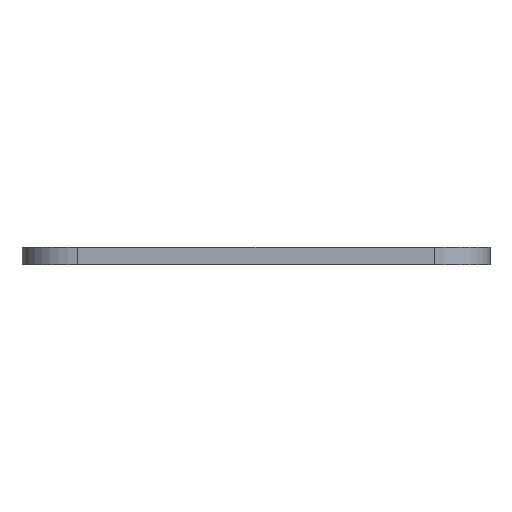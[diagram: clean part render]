
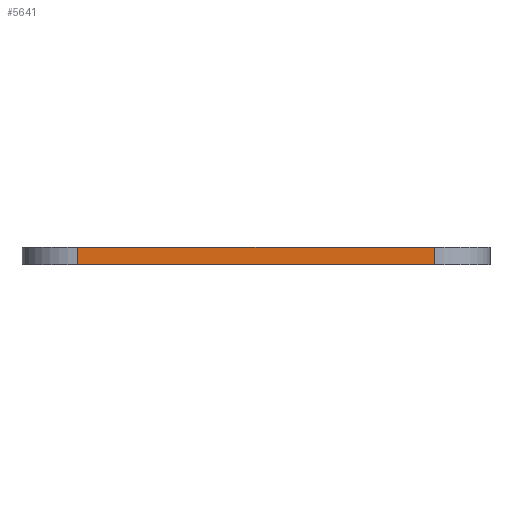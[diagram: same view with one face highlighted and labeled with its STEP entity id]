
A CAD part, left-side view. The second image highlights one B-rep face of the part: STEP entity #5641.
In plain terms, the highlighted planar face has unit normal (-1, 0, 0).
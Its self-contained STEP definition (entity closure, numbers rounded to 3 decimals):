
#83 = PLANE('',#84);
#84 = AXIS2_PLACEMENT_3D('',#85,#86,#87);
#85 = CARTESIAN_POINT('',(153.599,-100.243,1.6));
#86 = DIRECTION('',(-0.,-0.,-1.));
#87 = DIRECTION('',(-1.,0.,0.));
#137 = PLANE('',#138);
#138 = AXIS2_PLACEMENT_3D('',#139,#140,#141);
#139 = CARTESIAN_POINT('',(153.599,-100.243,0.));
#140 = DIRECTION('',(-0.,-0.,-1.));
#141 = DIRECTION('',(-1.,0.,0.));
#350 = VERTEX_POINT('',#351);
#351 = CARTESIAN_POINT('',(93.599,-116.243,0.));
#370 = CYLINDRICAL_SURFACE('',#371,5.);
#371 = AXIS2_PLACEMENT_3D('',#372,#373,#374);
#372 = CARTESIAN_POINT('',(98.599,-116.243,0.));
#373 = DIRECTION('',(-0.,-0.,-1.));
#374 = DIRECTION('',(1.,0.,-0.));
#382 = EDGE_CURVE('',#350,#383,#385,.T.);
#383 = VERTEX_POINT('',#384);
#384 = CARTESIAN_POINT('',(93.599,-84.243,0.));
#385 = SURFACE_CURVE('',#386,(#390,#397),.PCURVE_S1.);
#386 = LINE('',#387,#388);
#387 = CARTESIAN_POINT('',(93.599,-116.243,0.));
#388 = VECTOR('',#389,1.);
#389 = DIRECTION('',(0.,1.,0.));
#390 = PCURVE('',#137,#391);
#391 = DEFINITIONAL_REPRESENTATION('',(#392),#396);
#392 = LINE('',#393,#394);
#393 = CARTESIAN_POINT('',(60.,-16.));
#394 = VECTOR('',#395,1.);
#395 = DIRECTION('',(0.,1.));
#396 = ( GEOMETRIC_REPRESENTATION_CONTEXT(2) 
PARAMETRIC_REPRESENTATION_CONTEXT() REPRESENTATION_CONTEXT('2D SPACE',''
  ) );
#397 = PCURVE('',#398,#403);
#398 = PLANE('',#399);
#399 = AXIS2_PLACEMENT_3D('',#400,#401,#402);
#400 = CARTESIAN_POINT('',(93.599,-116.243,0.));
#401 = DIRECTION('',(-1.,0.,0.));
#402 = DIRECTION('',(0.,1.,0.));
#403 = DEFINITIONAL_REPRESENTATION('',(#404),#408);
#404 = LINE('',#405,#406);
#405 = CARTESIAN_POINT('',(0.,0.));
#406 = VECTOR('',#407,1.);
#407 = DIRECTION('',(1.,0.));
#408 = ( GEOMETRIC_REPRESENTATION_CONTEXT(2) 
PARAMETRIC_REPRESENTATION_CONTEXT() REPRESENTATION_CONTEXT('2D SPACE',''
  ) );
#431 = CYLINDRICAL_SURFACE('',#432,5.);
#432 = AXIS2_PLACEMENT_3D('',#433,#434,#435);
#433 = CARTESIAN_POINT('',(98.599,-84.243,0.));
#434 = DIRECTION('',(-0.,-0.,-1.));
#435 = DIRECTION('',(1.,0.,-0.));
#3154 = VERTEX_POINT('',#3155);
#3155 = CARTESIAN_POINT('',(93.599,-116.243,1.6));
#3181 = EDGE_CURVE('',#3154,#3182,#3184,.T.);
#3182 = VERTEX_POINT('',#3183);
#3183 = CARTESIAN_POINT('',(93.599,-84.243,1.6));
#3184 = SURFACE_CURVE('',#3185,(#3189,#3196),.PCURVE_S1.);
#3185 = LINE('',#3186,#3187);
#3186 = CARTESIAN_POINT('',(93.599,-116.243,1.6));
#3187 = VECTOR('',#3188,1.);
#3188 = DIRECTION('',(0.,1.,0.));
#3189 = PCURVE('',#83,#3190);
#3190 = DEFINITIONAL_REPRESENTATION('',(#3191),#3195);
#3191 = LINE('',#3192,#3193);
#3192 = CARTESIAN_POINT('',(60.,-16.));
#3193 = VECTOR('',#3194,1.);
#3194 = DIRECTION('',(0.,1.));
#3195 = ( GEOMETRIC_REPRESENTATION_CONTEXT(2) 
PARAMETRIC_REPRESENTATION_CONTEXT() REPRESENTATION_CONTEXT('2D SPACE',''
  ) );
#3196 = PCURVE('',#398,#3197);
#3197 = DEFINITIONAL_REPRESENTATION('',(#3198),#3202);
#3198 = LINE('',#3199,#3200);
#3199 = CARTESIAN_POINT('',(0.,-1.6));
#3200 = VECTOR('',#3201,1.);
#3201 = DIRECTION('',(1.,0.));
#3202 = ( GEOMETRIC_REPRESENTATION_CONTEXT(2) 
PARAMETRIC_REPRESENTATION_CONTEXT() REPRESENTATION_CONTEXT('2D SPACE',''
  ) );
#5593 = EDGE_CURVE('',#383,#3182,#5594,.T.);
#5594 = SURFACE_CURVE('',#5595,(#5599,#5606),.PCURVE_S1.);
#5595 = LINE('',#5596,#5597);
#5596 = CARTESIAN_POINT('',(93.599,-84.243,0.));
#5597 = VECTOR('',#5598,1.);
#5598 = DIRECTION('',(0.,0.,1.));
#5599 = PCURVE('',#431,#5600);
#5600 = DEFINITIONAL_REPRESENTATION('',(#5601),#5605);
#5601 = LINE('',#5602,#5603);
#5602 = CARTESIAN_POINT('',(-3.142,0.));
#5603 = VECTOR('',#5604,1.);
#5604 = DIRECTION('',(-0.,-1.));
#5605 = ( GEOMETRIC_REPRESENTATION_CONTEXT(2) 
PARAMETRIC_REPRESENTATION_CONTEXT() REPRESENTATION_CONTEXT('2D SPACE',''
  ) );
#5606 = PCURVE('',#398,#5607);
#5607 = DEFINITIONAL_REPRESENTATION('',(#5608),#5612);
#5608 = LINE('',#5609,#5610);
#5609 = CARTESIAN_POINT('',(32.,0.));
#5610 = VECTOR('',#5611,1.);
#5611 = DIRECTION('',(0.,-1.));
#5612 = ( GEOMETRIC_REPRESENTATION_CONTEXT(2) 
PARAMETRIC_REPRESENTATION_CONTEXT() REPRESENTATION_CONTEXT('2D SPACE',''
  ) );
#5618 = EDGE_CURVE('',#350,#3154,#5619,.T.);
#5619 = SURFACE_CURVE('',#5620,(#5624,#5631),.PCURVE_S1.);
#5620 = LINE('',#5621,#5622);
#5621 = CARTESIAN_POINT('',(93.599,-116.243,0.));
#5622 = VECTOR('',#5623,1.);
#5623 = DIRECTION('',(0.,0.,1.));
#5624 = PCURVE('',#370,#5625);
#5625 = DEFINITIONAL_REPRESENTATION('',(#5626),#5630);
#5626 = LINE('',#5627,#5628);
#5627 = CARTESIAN_POINT('',(-3.142,0.));
#5628 = VECTOR('',#5629,1.);
#5629 = DIRECTION('',(-0.,-1.));
#5630 = ( GEOMETRIC_REPRESENTATION_CONTEXT(2) 
PARAMETRIC_REPRESENTATION_CONTEXT() REPRESENTATION_CONTEXT('2D SPACE',''
  ) );
#5631 = PCURVE('',#398,#5632);
#5632 = DEFINITIONAL_REPRESENTATION('',(#5633),#5637);
#5633 = LINE('',#5634,#5635);
#5634 = CARTESIAN_POINT('',(0.,0.));
#5635 = VECTOR('',#5636,1.);
#5636 = DIRECTION('',(0.,-1.));
#5637 = ( GEOMETRIC_REPRESENTATION_CONTEXT(2) 
PARAMETRIC_REPRESENTATION_CONTEXT() REPRESENTATION_CONTEXT('2D SPACE',''
  ) );
#5641 = ADVANCED_FACE('',(#5642),#398,.T.);
#5642 = FACE_BOUND('',#5643,.T.);
#5643 = EDGE_LOOP('',(#5644,#5645,#5646,#5647));
#5644 = ORIENTED_EDGE('',*,*,#5618,.T.);
#5645 = ORIENTED_EDGE('',*,*,#3181,.T.);
#5646 = ORIENTED_EDGE('',*,*,#5593,.F.);
#5647 = ORIENTED_EDGE('',*,*,#382,.F.);
